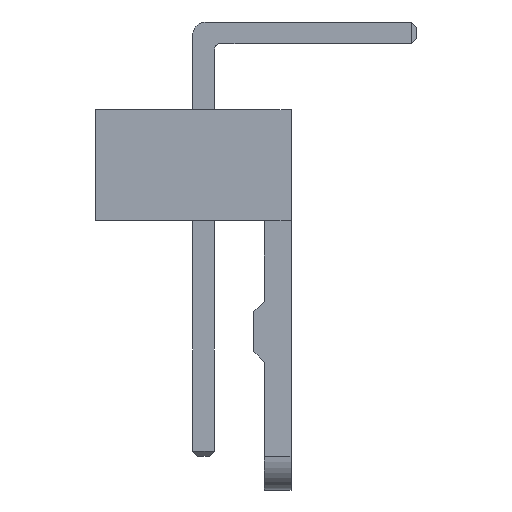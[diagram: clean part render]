
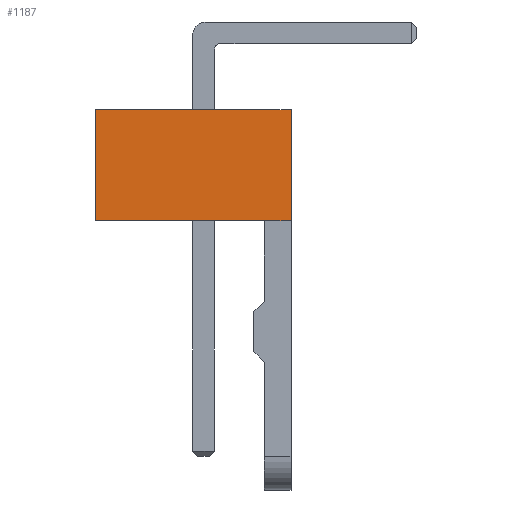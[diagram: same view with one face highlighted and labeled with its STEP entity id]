
A CAD part, left-side view. The second image highlights one B-rep face of the part: STEP entity #1187.
In plain terms, the highlighted planar face has unit normal (-1, 0, 0).
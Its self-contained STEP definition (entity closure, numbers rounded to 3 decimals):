
#32 = VECTOR ( 'NONE', #1099, 1000. ) ;
#234 = ORIENTED_EDGE ( 'NONE', *, *, #249, .F. ) ;
#249 = EDGE_CURVE ( 'NONE', #275, #4499, #4260, .T. ) ;
#275 = VERTEX_POINT ( 'NONE', #2241 ) ;
#373 = EDGE_CURVE ( 'NONE', #275, #5091, #3179, .T. ) ;
#458 = CARTESIAN_POINT ( 'NONE',  ( -2.54, 5.8, 0. ) ) ;
#788 = DIRECTION ( 'NONE',  ( 0., -1., 0. ) ) ;
#1030 = EDGE_LOOP ( 'NONE', ( #5077, #3433, #234, #1078 ) ) ;
#1078 = ORIENTED_EDGE ( 'NONE', *, *, #373, .T. ) ;
#1099 = DIRECTION ( 'NONE',  ( 0., -1., 0. ) ) ;
#1187 = ADVANCED_FACE ( 'NONE', ( #2534 ), #3695, .F. ) ;
#1363 = CARTESIAN_POINT ( 'NONE',  ( -2.54, 5.8, 0. ) ) ;
#1467 = EDGE_CURVE ( 'NONE', #4499, #5141, #3485, .T. ) ;
#1512 = CARTESIAN_POINT ( 'NONE',  ( -2.54, 5.8, -3.3 ) ) ;
#1729 = EDGE_CURVE ( 'NONE', #5091, #5141, #3244, .T. ) ;
#2182 = DIRECTION ( 'NONE',  ( 0., 0., 1. ) ) ;
#2241 = CARTESIAN_POINT ( 'NONE',  ( -2.54, 5.8, -3.3 ) ) ;
#2531 = CARTESIAN_POINT ( 'NONE',  ( -2.54, 0., 0. ) ) ;
#2534 = FACE_OUTER_BOUND ( 'NONE', #1030, .T. ) ;
#2597 = CARTESIAN_POINT ( 'NONE',  ( -2.54, 5.8, 0. ) ) ;
#2638 = VECTOR ( 'NONE', #2182, 1000. ) ;
#2694 = VECTOR ( 'NONE', #788, 1000. ) ;
#3179 = LINE ( 'NONE', #1512, #32 ) ;
#3244 = LINE ( 'NONE', #4924, #2638 ) ;
#3286 = CARTESIAN_POINT ( 'NONE',  ( -2.54, 0., -3.3 ) ) ;
#3433 = ORIENTED_EDGE ( 'NONE', *, *, #1467, .F. ) ;
#3485 = LINE ( 'NONE', #3979, #2694 ) ;
#3695 = PLANE ( 'NONE',  #4035 ) ;
#3979 = CARTESIAN_POINT ( 'NONE',  ( -2.54, 5.8, 0. ) ) ;
#4035 = AXIS2_PLACEMENT_3D ( 'NONE', #1363, #4146, #4917 ) ;
#4146 = DIRECTION ( 'NONE',  ( 1., 0., 0. ) ) ;
#4221 = DIRECTION ( 'NONE',  ( 0., 0., 1. ) ) ;
#4260 = LINE ( 'NONE', #2597, #4765 ) ;
#4499 = VERTEX_POINT ( 'NONE', #458 ) ;
#4765 = VECTOR ( 'NONE', #4221, 1000. ) ;
#4917 = DIRECTION ( 'NONE',  ( 0., 0., -1. ) ) ;
#4924 = CARTESIAN_POINT ( 'NONE',  ( -2.54, 0., 0. ) ) ;
#5077 = ORIENTED_EDGE ( 'NONE', *, *, #1729, .T. ) ;
#5091 = VERTEX_POINT ( 'NONE', #3286 ) ;
#5141 = VERTEX_POINT ( 'NONE', #2531 ) ;
